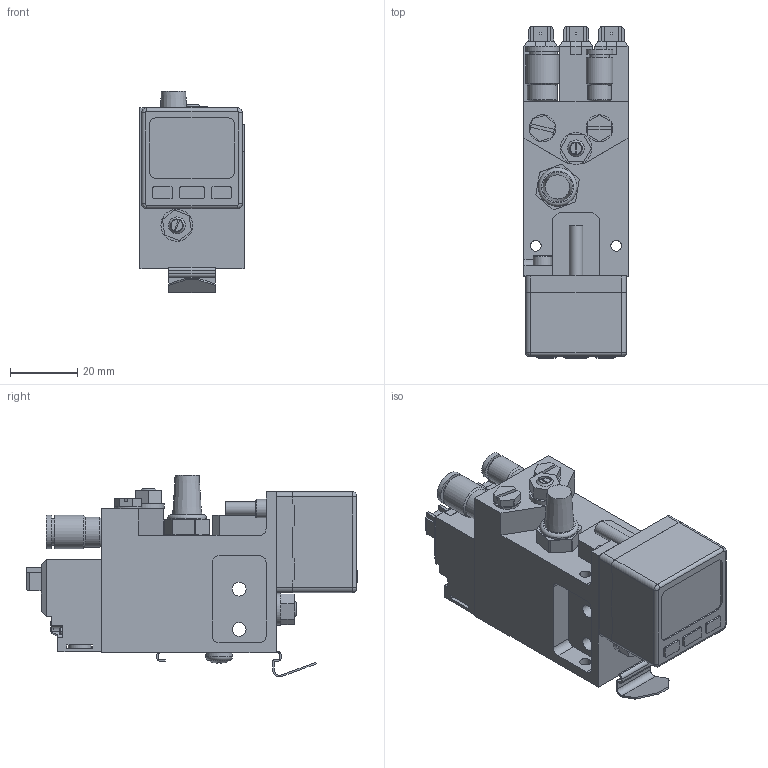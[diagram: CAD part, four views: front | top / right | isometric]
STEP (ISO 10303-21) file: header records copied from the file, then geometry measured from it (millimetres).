
FILE_DESCRIPTION((''),'2;1');
FILE_NAME('7180014.stp','2018-01-29T12:53:36',('jbalanche'),(''),'Autodesk Inventor 2012','Autodesk Inventor 2012','');
FILE_SCHEMA(('AUTOMOTIVE_DESIGN { 1 0 10303 214 1 1 1 1 }'));
Length unit declared in the file: millimetre
Products named in the file (1): 7180014
Bounding box: 31 x 98.9 x 60.14 mm (x, y, z)
Volume: 80661.3 mm3; surface area: 32917 mm2
Topology: 29 solids, 479 shells, 1255 faces, 4254 edges, 3567 vertices
Faces by surface type: plane 881, cylinder 228, cone 70, bspline 49, torus 23, revolution 3, sphere 1
Full cylindrical faces by diameter (mm): 2.459 x2, 2.6 x1, 3 x3, 3.2 x4, 3.242 x3, 3.5 x2, 3.621 x1, 4 x5, 4.1 x4, 4.134 x1, 4.5 x1, 5 x6, 5.1 x3, 5.5 x2, 5.8 x2, 5.9 x1, 6 x3, 6.1 x3, 6.8 x2, 7 x1, 7.4 x4, 8 x7, 8.5 x1, 9 x1, 9.4 x1, 9.5 x2, 9.728 x1, 10 x2, 11.5 x1
Entity records: 50744 total; most frequent: CARTESIAN_POINT 10741, DIRECTION 7181, ORIENTED_EDGE 5991, EDGE_CURVE 4122, VERTEX_POINT 3545, VECTOR 3144, LINE 3144, AXIS2_PLACEMENT_3D 2017
